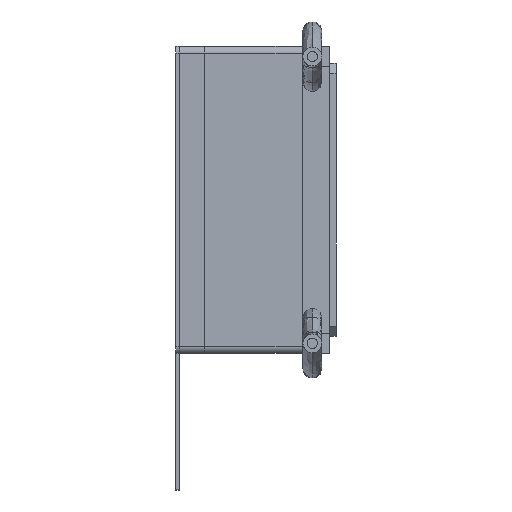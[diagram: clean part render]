
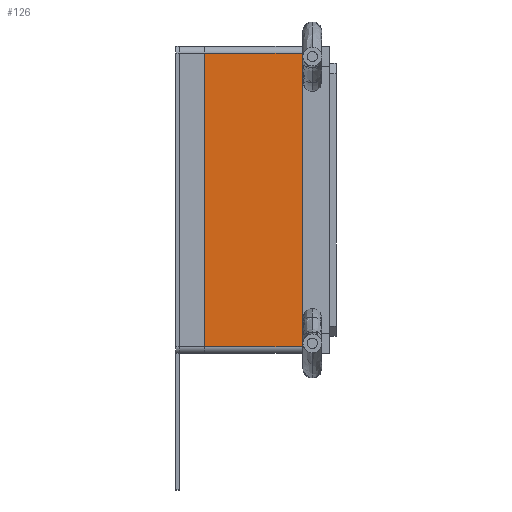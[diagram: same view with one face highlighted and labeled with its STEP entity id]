
A CAD part, left-side view. The second image highlights one B-rep face of the part: STEP entity #126.
In plain terms, the highlighted planar face has unit normal (-1, 0, 0).
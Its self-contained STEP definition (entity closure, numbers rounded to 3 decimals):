
#126 = ADVANCED_FACE ( 'NONE', ( #2985 ), #131, .T. ) ;
#131 = PLANE ( 'NONE',  #1405 ) ;
#173 = EDGE_CURVE ( 'NONE', #755, #1123, #3034, .T. ) ;
#343 = CARTESIAN_POINT ( 'NONE',  ( -8., -2.85, -4.3 ) ) ;
#356 = CARTESIAN_POINT ( 'NONE',  ( -8., 0., -4.3 ) ) ;
#391 = DIRECTION ( 'NONE',  ( 0., 1., 0. ) ) ;
#499 = VECTOR ( 'NONE', #1080, 1000. ) ;
#510 = LINE ( 'NONE', #2743, #499 ) ;
#548 = VECTOR ( 'NONE', #2074, 1000. ) ;
#551 = LINE ( 'NONE', #3376, #548 ) ;
#555 = VECTOR ( 'NONE', #391, 1000. ) ;
#598 = VERTEX_POINT ( 'NONE', #356 ) ;
#608 = LINE ( 'NONE', #343, #555 ) ;
#755 = VERTEX_POINT ( 'NONE', #3148 ) ;
#1080 = DIRECTION ( 'NONE',  ( 0., 0., 1. ) ) ;
#1123 = VERTEX_POINT ( 'NONE', #2797 ) ;
#1138 = CARTESIAN_POINT ( 'NONE',  ( -8., -2.85, -4.3 ) ) ;
#1405 = AXIS2_PLACEMENT_3D ( 'NONE', #3764, #3703, #3750 ) ;
#1863 = VERTEX_POINT ( 'NONE', #1138 ) ;
#1951 = ORIENTED_EDGE ( 'NONE', *, *, #2364, .F. ) ;
#1992 = ORIENTED_EDGE ( 'NONE', *, *, #2390, .F. ) ;
#2031 = ORIENTED_EDGE ( 'NONE', *, *, #2398, .T. ) ;
#2049 = ORIENTED_EDGE ( 'NONE', *, *, #173, .T. ) ;
#2074 = DIRECTION ( 'NONE',  ( 0., 0., 1. ) ) ;
#2364 = EDGE_CURVE ( 'NONE', #598, #1123, #551, .T. ) ;
#2390 = EDGE_CURVE ( 'NONE', #1863, #598, #608, .T. ) ;
#2398 = EDGE_CURVE ( 'NONE', #1863, #755, #510, .T. ) ;
#2743 = CARTESIAN_POINT ( 'NONE',  ( -8., -2.85, -4.3 ) ) ;
#2758 = CARTESIAN_POINT ( 'NONE',  ( -8., -2.85, 4.3 ) ) ;
#2797 = CARTESIAN_POINT ( 'NONE',  ( -8., 0., 4.3 ) ) ;
#2941 = DIRECTION ( 'NONE',  ( 0., 1., 0. ) ) ;
#2967 = VECTOR ( 'NONE', #2941, 1000. ) ;
#2985 = FACE_OUTER_BOUND ( 'NONE', #3128, .T. ) ;
#3034 = LINE ( 'NONE', #2758, #2967 ) ;
#3128 = EDGE_LOOP ( 'NONE', ( #1951, #1992, #2031, #2049 ) ) ;
#3148 = CARTESIAN_POINT ( 'NONE',  ( -8., -2.85, 4.3 ) ) ;
#3376 = CARTESIAN_POINT ( 'NONE',  ( -8., 0., -4.3 ) ) ;
#3703 = DIRECTION ( 'NONE',  ( -1., 0., 0. ) ) ;
#3750 = DIRECTION ( 'NONE',  ( 0., 0., 1. ) ) ;
#3764 = CARTESIAN_POINT ( 'NONE',  ( -8., -2.85, -4.3 ) ) ;
